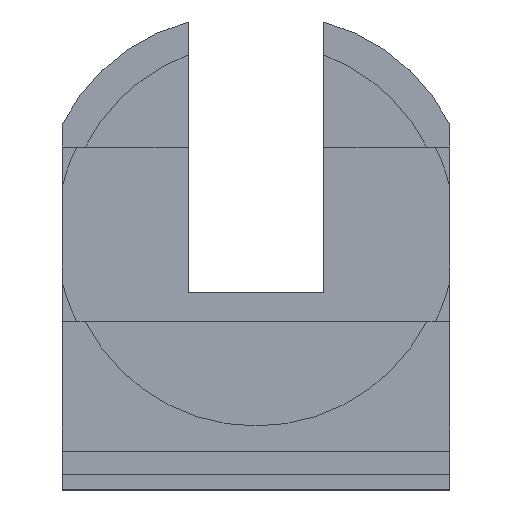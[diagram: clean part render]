
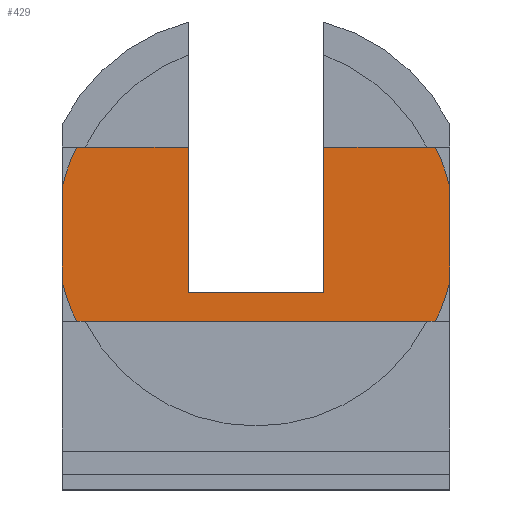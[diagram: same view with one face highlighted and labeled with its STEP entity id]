
A CAD part, top view. The second image highlights one B-rep face of the part: STEP entity #429.
In plain terms, the highlighted planar face has unit normal (0, 0, 1).
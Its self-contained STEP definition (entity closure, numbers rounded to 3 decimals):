
#56 = VERTEX_POINT('',#57);
#57 = CARTESIAN_POINT('',(10.,2.468,0.6));
#63 = EDGE_CURVE('',#56,#64,#66,.T.);
#64 = VERTEX_POINT('',#65);
#65 = CARTESIAN_POINT('',(10.,-2.468,0.6));
#66 = LINE('',#67,#68);
#67 = CARTESIAN_POINT('',(10.,4.5,0.6));
#68 = VECTOR('',#69,1.);
#69 = DIRECTION('',(0.,-1.,0.));
#379 = VERTEX_POINT('',#380);
#380 = CARTESIAN_POINT('',(9.265,-4.5,0.6));
#410 = VERTEX_POINT('',#411);
#411 = CARTESIAN_POINT('',(9.265,4.5,0.6));
#417 = EDGE_CURVE('',#56,#410,#418,.T.);
#418 = CIRCLE('',#419,10.3);
#419 = AXIS2_PLACEMENT_3D('',#420,#421,#422);
#420 = CARTESIAN_POINT('',(0.,0.,0.6));
#421 = DIRECTION('',(0.,0.,1.));
#422 = DIRECTION('',(0.,-1.,0.));
#429 = ADVANCED_FACE('',(#430),#513,.T.);
#430 = FACE_BOUND('',#431,.T.);
#431 = EDGE_LOOP('',(#432,#442,#451,#459,#468,#474,#481,#482,#483,#491,
    #499,#507));
#432 = ORIENTED_EDGE('',*,*,#433,.F.);
#433 = EDGE_CURVE('',#434,#436,#438,.T.);
#434 = VERTEX_POINT('',#435);
#435 = CARTESIAN_POINT('',(-9.265,4.5,0.6));
#436 = VERTEX_POINT('',#437);
#437 = CARTESIAN_POINT('',(-3.5,4.5,0.6));
#438 = LINE('',#439,#440);
#439 = CARTESIAN_POINT('',(-10.,4.5,0.6));
#440 = VECTOR('',#441,1.);
#441 = DIRECTION('',(1.,0.,0.));
#442 = ORIENTED_EDGE('',*,*,#443,.T.);
#443 = EDGE_CURVE('',#434,#444,#446,.T.);
#444 = VERTEX_POINT('',#445);
#445 = CARTESIAN_POINT('',(-10.,2.468,0.6));
#446 = CIRCLE('',#447,10.3);
#447 = AXIS2_PLACEMENT_3D('',#448,#449,#450);
#448 = CARTESIAN_POINT('',(0.,0.,0.6));
#449 = DIRECTION('',(0.,0.,1.));
#450 = DIRECTION('',(0.,-1.,0.));
#451 = ORIENTED_EDGE('',*,*,#452,.F.);
#452 = EDGE_CURVE('',#453,#444,#455,.T.);
#453 = VERTEX_POINT('',#454);
#454 = CARTESIAN_POINT('',(-10.,-2.468,0.6));
#455 = LINE('',#456,#457);
#456 = CARTESIAN_POINT('',(-10.,-4.5,0.6));
#457 = VECTOR('',#458,1.);
#458 = DIRECTION('',(0.,1.,0.));
#459 = ORIENTED_EDGE('',*,*,#460,.T.);
#460 = EDGE_CURVE('',#453,#461,#463,.T.);
#461 = VERTEX_POINT('',#462);
#462 = CARTESIAN_POINT('',(-9.265,-4.5,0.6));
#463 = CIRCLE('',#464,10.3);
#464 = AXIS2_PLACEMENT_3D('',#465,#466,#467);
#465 = CARTESIAN_POINT('',(0.,0.,0.6));
#466 = DIRECTION('',(0.,0.,1.));
#467 = DIRECTION('',(0.,-1.,0.));
#468 = ORIENTED_EDGE('',*,*,#469,.F.);
#469 = EDGE_CURVE('',#379,#461,#470,.T.);
#470 = LINE('',#471,#472);
#471 = CARTESIAN_POINT('',(10.,-4.5,0.6));
#472 = VECTOR('',#473,1.);
#473 = DIRECTION('',(-1.,0.,0.));
#474 = ORIENTED_EDGE('',*,*,#475,.T.);
#475 = EDGE_CURVE('',#379,#64,#476,.T.);
#476 = CIRCLE('',#477,10.3);
#477 = AXIS2_PLACEMENT_3D('',#478,#479,#480);
#478 = CARTESIAN_POINT('',(0.,0.,0.6));
#479 = DIRECTION('',(0.,0.,1.));
#480 = DIRECTION('',(0.,-1.,0.));
#481 = ORIENTED_EDGE('',*,*,#63,.F.);
#482 = ORIENTED_EDGE('',*,*,#417,.T.);
#483 = ORIENTED_EDGE('',*,*,#484,.F.);
#484 = EDGE_CURVE('',#485,#410,#487,.T.);
#485 = VERTEX_POINT('',#486);
#486 = CARTESIAN_POINT('',(3.5,4.5,0.6));
#487 = LINE('',#488,#489);
#488 = CARTESIAN_POINT('',(-10.,4.5,0.6));
#489 = VECTOR('',#490,1.);
#490 = DIRECTION('',(1.,0.,0.));
#491 = ORIENTED_EDGE('',*,*,#492,.F.);
#492 = EDGE_CURVE('',#493,#485,#495,.T.);
#493 = VERTEX_POINT('',#494);
#494 = CARTESIAN_POINT('',(3.5,-3.,0.6));
#495 = LINE('',#496,#497);
#496 = CARTESIAN_POINT('',(3.5,-1.5,0.6));
#497 = VECTOR('',#498,1.);
#498 = DIRECTION('',(0.,1.,0.));
#499 = ORIENTED_EDGE('',*,*,#500,.F.);
#500 = EDGE_CURVE('',#501,#493,#503,.T.);
#501 = VERTEX_POINT('',#502);
#502 = CARTESIAN_POINT('',(-3.5,-3.,0.6));
#503 = LINE('',#504,#505);
#504 = CARTESIAN_POINT('',(-1.75,-3.,0.6));
#505 = VECTOR('',#506,1.);
#506 = DIRECTION('',(1.,0.,0.));
#507 = ORIENTED_EDGE('',*,*,#508,.T.);
#508 = EDGE_CURVE('',#501,#436,#509,.T.);
#509 = LINE('',#510,#511);
#510 = CARTESIAN_POINT('',(-3.5,-1.5,0.6));
#511 = VECTOR('',#512,1.);
#512 = DIRECTION('',(0.,1.,0.));
#513 = PLANE('',#514);
#514 = AXIS2_PLACEMENT_3D('',#515,#516,#517);
#515 = CARTESIAN_POINT('',(0.,0.,0.6));
#516 = DIRECTION('',(0.,0.,1.));
#517 = DIRECTION('',(1.,0.,0.));
